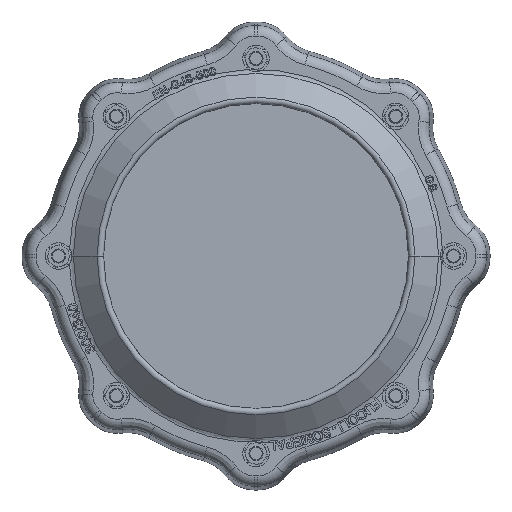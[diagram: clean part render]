
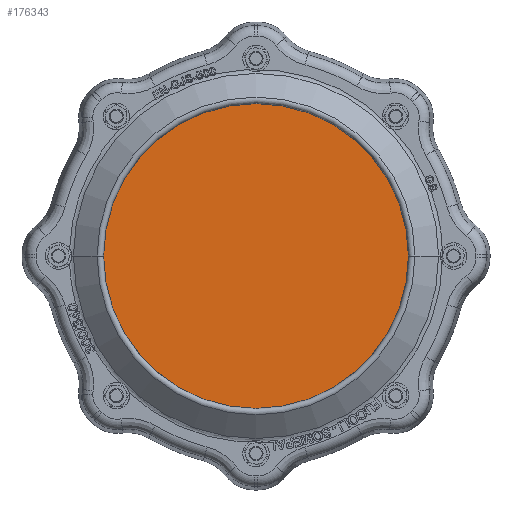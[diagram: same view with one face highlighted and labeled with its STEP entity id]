
A CAD part, left-side view. The second image highlights one B-rep face of the part: STEP entity #176343.
In plain terms, the highlighted planar face has unit normal (-1, 0, 0).
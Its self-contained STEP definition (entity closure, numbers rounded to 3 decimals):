
#5318 = DIRECTION ( 'NONE',  ( 1., 0., 0. ) ) ;
#6608 = EDGE_CURVE ( 'NONE', #137841, #20207, #43788, .T. ) ;
#20207 = VERTEX_POINT ( 'NONE', #142334 ) ;
#32566 = CARTESIAN_POINT ( 'NONE',  ( -55.481, -210.947, -30.032 ) ) ;
#43788 = CIRCLE ( 'NONE', #125005, 172.5 ) ;
#61596 = DIRECTION ( 'NONE',  ( 0., 1., 0. ) ) ;
#77637 = EDGE_LOOP ( 'NONE', ( #163442, #171772 ) ) ;
#80487 = AXIS2_PLACEMENT_3D ( 'NONE', #197551, #125394, #123808 ) ;
#87263 = DIRECTION ( 'NONE',  ( 0., 1., 0. ) ) ;
#96949 = PLANE ( 'NONE',  #232397 ) ;
#103398 = DIRECTION ( 'NONE',  ( 1., 0., 0. ) ) ;
#115416 = CARTESIAN_POINT ( 'NONE',  ( -55.481, -38.447, -30.032 ) ) ;
#123808 = DIRECTION ( 'NONE',  ( 0., 1., 0. ) ) ;
#125005 = AXIS2_PLACEMENT_3D ( 'NONE', #158728, #103398, #87263 ) ;
#125394 = DIRECTION ( 'NONE',  ( 1., 0., 0. ) ) ;
#137841 = VERTEX_POINT ( 'NONE', #32566 ) ;
#142334 = CARTESIAN_POINT ( 'NONE',  ( -55.481, 134.053, -30.032 ) ) ;
#158728 = CARTESIAN_POINT ( 'NONE',  ( -55.481, -38.447, -30.032 ) ) ;
#163442 = ORIENTED_EDGE ( 'NONE', *, *, #190442, .F. ) ;
#171772 = ORIENTED_EDGE ( 'NONE', *, *, #6608, .F. ) ;
#176343 = ADVANCED_FACE ( 'NONE', ( #192683 ), #96949, .F. ) ;
#190442 = EDGE_CURVE ( 'NONE', #20207, #137841, #201530, .T. ) ;
#192683 = FACE_OUTER_BOUND ( 'NONE', #77637, .T. ) ;
#197551 = CARTESIAN_POINT ( 'NONE',  ( -55.481, -38.447, -30.032 ) ) ;
#201530 = CIRCLE ( 'NONE', #80487, 172.5 ) ;
#232397 = AXIS2_PLACEMENT_3D ( 'NONE', #115416, #5318, #61596 ) ;
